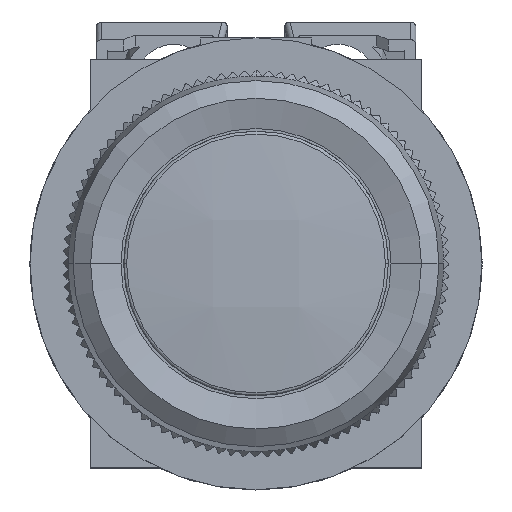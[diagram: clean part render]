
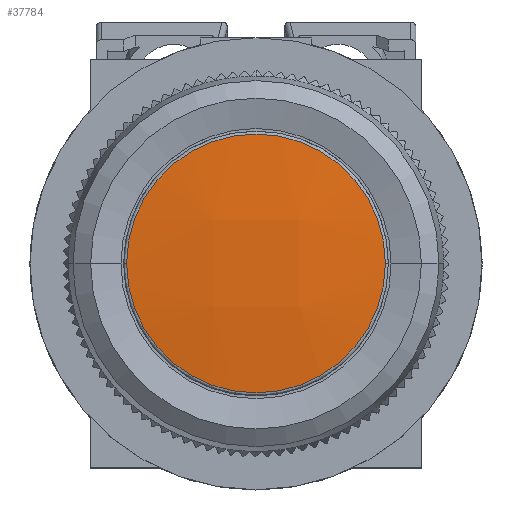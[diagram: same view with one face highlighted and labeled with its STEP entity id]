
A CAD part, top view. The second image highlights one B-rep face of the part: STEP entity #37784.
In plain terms, the highlighted free-form (B-spline) face has degree [3, 3] with [4, 4] control points.
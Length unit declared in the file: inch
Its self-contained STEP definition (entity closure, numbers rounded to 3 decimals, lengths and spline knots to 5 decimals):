
#49 = CARTESIAN_POINT ( 'NONE',  ( 0.46865, 0.15713, 0.92635 ) ) ;
#2485 = ORIENTED_EDGE ( 'NONE', *, *, #53931, .F. ) ;
#4038 = CARTESIAN_POINT ( 'NONE',  ( 0.15547, -0.46914, 0.92609 ) ) ;
#4450 = CARTESIAN_POINT ( 'NONE',  ( 0.46865, -0.15713, 0.92635 ) ) ;
#5965 = AXIS2_PLACEMENT_3D ( 'NONE', #45756, #16926, #27023 ) ;
#9021 = CARTESIAN_POINT ( 'NONE',  ( -0.4642, -0.46914, 0.88917 ) ) ;
#9628 = CARTESIAN_POINT ( 'NONE',  ( -0.15696, -0.15713, 0.96363 ) ) ;
#12438 =( BOUNDED_SURFACE ( )  B_SPLINE_SURFACE ( 3, 3, ( 
 ( #22640, #57239, #18446, #43098 ),
 ( #23696, #42881, #19052, #49 ),
 ( #47504, #9628, #57476, #4450 ),
 ( #9021, #23479, #4038, #18852 ) ),
 .UNSPECIFIED., .F., .F., .F. ) 
 B_SPLINE_SURFACE_WITH_KNOTS ( ( 4, 4 ),
 ( 4, 4 ),
 ( 0., 1. ),
 ( 0., 1. ),
 .UNSPECIFIED. ) 
 GEOMETRIC_REPRESENTATION_ITEM ( )  RATIONAL_B_SPLINE_SURFACE ( (
 ( 1., 0.995, 0.995, 1.),
 ( 0.995, 0.991, 0.991, 0.995),
 ( 0.995, 0.991, 0.991, 0.995),
 ( 1., 0.995, 0.995, 1.) ) ) 
 REPRESENTATION_ITEM ( '' )  SURFACE ( )  );
#12656 = CARTESIAN_POINT ( 'NONE',  ( -0.46202, 0., 0.91768 ) ) ;
#16926 = DIRECTION ( 'NONE',  ( 0., 0., -1. ) ) ;
#17880 = VERTEX_POINT ( 'NONE', #12656 ) ;
#18446 = CARTESIAN_POINT ( 'NONE',  ( 0.15547, 0.46914, 0.92609 ) ) ;
#18852 = CARTESIAN_POINT ( 'NONE',  ( 0.4642, -0.46914, 0.88917 ) ) ;
#19052 = CARTESIAN_POINT ( 'NONE',  ( 0.15696, 0.15713, 0.96363 ) ) ;
#22640 = CARTESIAN_POINT ( 'NONE',  ( -0.4642, 0.46914, 0.88917 ) ) ;
#23231 = DIRECTION ( 'NONE',  ( -1., 0., 0. ) ) ;
#23479 = CARTESIAN_POINT ( 'NONE',  ( -0.15547, -0.46914, 0.92609 ) ) ;
#23696 = CARTESIAN_POINT ( 'NONE',  ( -0.46865, 0.15713, 0.92635 ) ) ;
#25573 = CARTESIAN_POINT ( 'NONE',  ( 0.46202, 0., 0.91768 ) ) ;
#27023 = DIRECTION ( 'NONE',  ( -1., 0., 0. ) ) ;
#34601 = EDGE_CURVE ( 'NONE', #17880, #59338, #47797, .T. ) ;
#36977 = ORIENTED_EDGE ( 'NONE', *, *, #34601, .F. ) ;
#37784 = ADVANCED_FACE ( 'NONE', ( #45787 ), #12438, .T. ) ;
#42231 = CARTESIAN_POINT ( 'NONE',  ( 0., 0., 0.91768 ) ) ;
#42881 = CARTESIAN_POINT ( 'NONE',  ( -0.15696, 0.15713, 0.96363 ) ) ;
#43098 = CARTESIAN_POINT ( 'NONE',  ( 0.4642, 0.46914, 0.88917 ) ) ;
#45756 = CARTESIAN_POINT ( 'NONE',  ( 0., 0., 0.91768 ) ) ;
#45787 = FACE_OUTER_BOUND ( 'NONE', #62022, .T. ) ;
#47504 = CARTESIAN_POINT ( 'NONE',  ( -0.46865, -0.15713, 0.92635 ) ) ;
#47797 = CIRCLE ( 'NONE', #59442, 0.46202 ) ;
#53931 = EDGE_CURVE ( 'NONE', #59338, #17880, #57665, .T. ) ;
#57239 = CARTESIAN_POINT ( 'NONE',  ( -0.15547, 0.46914, 0.92609 ) ) ;
#57476 = CARTESIAN_POINT ( 'NONE',  ( 0.15696, -0.15713, 0.96363 ) ) ;
#57665 = CIRCLE ( 'NONE', #5965, 0.46202 ) ;
#59338 = VERTEX_POINT ( 'NONE', #25573 ) ;
#59442 = AXIS2_PLACEMENT_3D ( 'NONE', #42231, #62090, #23231 ) ;
#62022 = EDGE_LOOP ( 'NONE', ( #36977, #2485 ) ) ;
#62090 = DIRECTION ( 'NONE',  ( 0., 0., -1. ) ) ;
